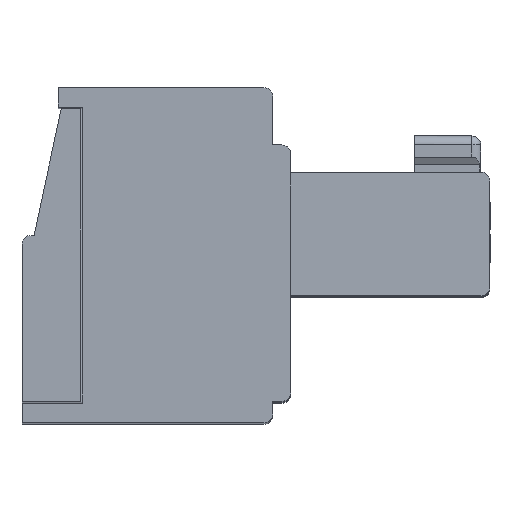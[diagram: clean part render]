
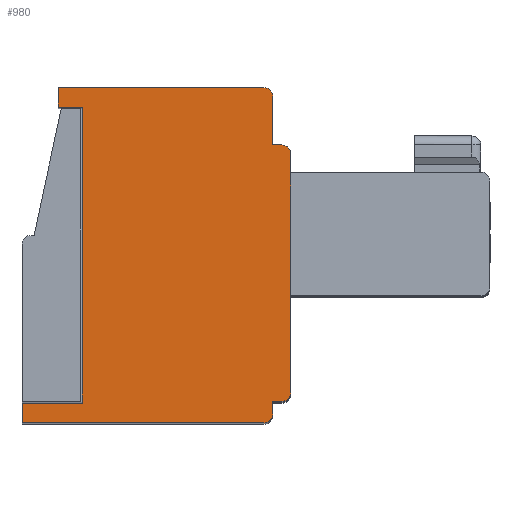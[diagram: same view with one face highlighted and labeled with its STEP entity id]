
A CAD part, top view. The second image highlights one B-rep face of the part: STEP entity #980.
In plain terms, the highlighted planar face has unit normal (0, 0, 1).
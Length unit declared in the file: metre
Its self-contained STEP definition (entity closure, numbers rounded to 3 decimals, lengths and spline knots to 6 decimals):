
#980=ADVANCED_FACE('',(#2707),#2708,.F.);
#2707=FACE_OUTER_BOUND('',#5282,.T.);
#2708=PLANE('',#5283);
#5282=EDGE_LOOP('',(#8223,#8224,#8225,#8226,#8227,#8228,#8229,#8230,#8231,#8232,#8233,#8234,#8235,#8236,#8237,#8238));
#5283=AXIS2_PLACEMENT_3D('',#8239,#8240,#8241);
#8223=ORIENTED_EDGE('',*,*,#15393,.T.);
#8224=ORIENTED_EDGE('',*,*,#15394,.T.);
#8225=ORIENTED_EDGE('',*,*,#15395,.T.);
#8226=ORIENTED_EDGE('',*,*,#15390,.T.);
#8227=ORIENTED_EDGE('',*,*,#15396,.T.);
#8228=ORIENTED_EDGE('',*,*,#15397,.F.);
#8229=ORIENTED_EDGE('',*,*,#15398,.T.);
#8230=ORIENTED_EDGE('',*,*,#15399,.T.);
#8231=ORIENTED_EDGE('',*,*,#15400,.T.);
#8232=ORIENTED_EDGE('',*,*,#15401,.T.);
#8233=ORIENTED_EDGE('',*,*,#15402,.T.);
#8234=ORIENTED_EDGE('',*,*,#15403,.T.);
#8235=ORIENTED_EDGE('',*,*,#15404,.T.);
#8236=ORIENTED_EDGE('',*,*,#15405,.F.);
#8237=ORIENTED_EDGE('',*,*,#15406,.T.);
#8238=ORIENTED_EDGE('',*,*,#15407,.T.);
#8239=CARTESIAN_POINT('',(0.013673,0.00851,0.027133));
#8240=DIRECTION('',(0.,0.,-1.0));
#8241=DIRECTION('',(0.0,-1.0,0.));
#15390=EDGE_CURVE('',#18490,#18488,#18491,.T.);
#15393=EDGE_CURVE('',#18494,#18495,#18496,.T.);
#15394=EDGE_CURVE('',#18495,#18497,#18498,.T.);
#15395=EDGE_CURVE('',#18497,#18490,#18499,.T.);
#15396=EDGE_CURVE('',#18488,#18500,#18501,.T.);
#15397=EDGE_CURVE('',#18502,#18500,#18503,.T.);
#15398=EDGE_CURVE('',#18502,#18504,#18505,.T.);
#15399=EDGE_CURVE('',#18504,#18506,#18507,.T.);
#15400=EDGE_CURVE('',#18506,#18508,#18509,.T.);
#15401=EDGE_CURVE('',#18508,#18510,#18511,.T.);
#15402=EDGE_CURVE('',#18510,#18512,#18513,.T.);
#15403=EDGE_CURVE('',#18512,#18514,#18515,.T.);
#15404=EDGE_CURVE('',#18514,#18516,#18517,.T.);
#15405=EDGE_CURVE('',#18518,#18516,#18519,.T.);
#15406=EDGE_CURVE('',#18518,#18520,#18521,.T.);
#15407=EDGE_CURVE('',#18520,#18494,#18522,.T.);
#18488=VERTEX_POINT('',#23061);
#18490=VERTEX_POINT('',#23064);
#18491=LINE('',#23065,#23066);
#18494=VERTEX_POINT('',#23070);
#18495=VERTEX_POINT('',#23071);
#18496=LINE('',#23072,#23073);
#18497=VERTEX_POINT('',#23074);
#18498=CIRCLE('',#23075,0.0003);
#18499=LINE('',#23076,#23077);
#18500=VERTEX_POINT('',#23078);
#18501=CIRCLE('',#23079,0.0003);
#18502=VERTEX_POINT('',#23080);
#18503=LINE('',#23081,#23082);
#18504=VERTEX_POINT('',#23083);
#18505=CIRCLE('',#23084,0.0003);
#18506=VERTEX_POINT('',#23085);
#18507=LINE('',#23086,#23087);
#18508=VERTEX_POINT('',#23088);
#18509=LINE('',#23089,#23090);
#18510=VERTEX_POINT('',#23091);
#18511=CIRCLE('',#23092,0.0003);
#18512=VERTEX_POINT('',#23093);
#18513=LINE('',#23094,#23095);
#18514=VERTEX_POINT('',#23096);
#18515=LINE('',#23097,#23098);
#18516=VERTEX_POINT('',#23099);
#18517=LINE('',#23100,#23101);
#18518=VERTEX_POINT('',#23102);
#18519=LINE('',#23103,#23104);
#18520=VERTEX_POINT('',#23105);
#18521=LINE('',#23106,#23107);
#18522=LINE('',#23108,#23109);
#23061=CARTESIAN_POINT('',(0.007073,0.00121,0.027133));
#23064=CARTESIAN_POINT('',(0.006773,0.00121,0.027133));
#23065=CARTESIAN_POINT('',(0.013673,0.00121,0.027133));
#23066=VECTOR('',#28929,1.0);
#23070=CARTESIAN_POINT('',(-0.001527,0.00051,0.027133));
#23071=CARTESIAN_POINT('',(0.006473,0.00051,0.027133));
#23072=CARTESIAN_POINT('',(0.013673,0.00051,0.027133));
#23073=VECTOR('',#28931,1.0);
#23074=CARTESIAN_POINT('',(0.006773,0.00081,0.027133));
#23075=AXIS2_PLACEMENT_3D('',#28932,#28933,#28934);
#23076=CARTESIAN_POINT('',(0.006773,0.00851,0.027133));
#23077=VECTOR('',#28935,1.0);
#23078=CARTESIAN_POINT('',(0.007373,0.00151,0.027133));
#23079=AXIS2_PLACEMENT_3D('',#28936,#28937,#28938);
#23080=CARTESIAN_POINT('',(0.007373,0.00941,0.027133));
#23081=CARTESIAN_POINT('',(0.007373,0.00941,0.027133));
#23082=VECTOR('',#28939,1.0);
#23083=CARTESIAN_POINT('',(0.007073,0.00971,0.027133));
#23084=AXIS2_PLACEMENT_3D('',#28940,#28941,#28942);
#23085=CARTESIAN_POINT('',(0.006773,0.00971,0.027133));
#23086=CARTESIAN_POINT('',(0.006773,0.00971,0.027133));
#23087=VECTOR('',#28943,1.0);
#23088=CARTESIAN_POINT('',(0.006773,0.01131,0.027133));
#23089=CARTESIAN_POINT('',(0.006773,0.00851,0.027133));
#23090=VECTOR('',#28944,1.0);
#23091=CARTESIAN_POINT('',(0.006473,0.01161,0.027133));
#23092=AXIS2_PLACEMENT_3D('',#28945,#28946,#28947);
#23093=CARTESIAN_POINT('',(-0.000327,0.01161,0.027133));
#23094=CARTESIAN_POINT('',(0.013673,0.01161,0.027133));
#23095=VECTOR('',#28948,1.0);
#23096=CARTESIAN_POINT('',(-0.000327,0.01096,0.027133));
#23097=CARTESIAN_POINT('',(-0.000327,0.00851,0.027133));
#23098=VECTOR('',#28949,1.0);
#23099=CARTESIAN_POINT('',(0.000473,0.01096,0.027133));
#23100=CARTESIAN_POINT('',(0.013673,0.01096,0.027133));
#23101=VECTOR('',#28950,1.0);
#23102=CARTESIAN_POINT('',(0.000473,0.00116,0.027133));
#23103=CARTESIAN_POINT('',(0.000473,0.00116,0.027133));
#23104=VECTOR('',#28951,1.0);
#23105=CARTESIAN_POINT('',(-0.001527,0.00116,0.027133));
#23106=CARTESIAN_POINT('',(0.013673,0.00116,0.027133));
#23107=VECTOR('',#28952,1.0);
#23108=CARTESIAN_POINT('',(-0.001527,0.00851,0.027133));
#23109=VECTOR('',#28953,1.0);
#28929=DIRECTION('',(1.0,0.,0.));
#28931=DIRECTION('',(1.0,0.,0.));
#28932=CARTESIAN_POINT('',(0.006473,0.00081,0.027133));
#28933=DIRECTION('',(0.,0.,1.0));
#28934=DIRECTION('',(-1.0,0.,0.));
#28935=DIRECTION('',(0.,1.0,0.));
#28936=CARTESIAN_POINT('',(0.007073,0.00151,0.027133));
#28937=DIRECTION('',(0.,0.,1.0));
#28938=DIRECTION('',(-1.0,0.,0.));
#28939=DIRECTION('',(0.,-1.0,0.0));
#28940=CARTESIAN_POINT('',(0.007073,0.00941,0.027133));
#28941=DIRECTION('',(0.,0.,1.0));
#28942=DIRECTION('',(-1.0,0.0,0.));
#28943=DIRECTION('',(-1.0,0.,0.));
#28944=DIRECTION('',(0.,1.0,0.));
#28945=CARTESIAN_POINT('',(0.006473,0.01131,0.027133));
#28946=DIRECTION('',(0.,0.,1.0));
#28947=DIRECTION('',(-1.0,0.,0.));
#28948=DIRECTION('',(-1.0,0.,0.));
#28949=DIRECTION('',(0.,-1.0,0.));
#28950=DIRECTION('',(1.0,0.,0.));
#28951=DIRECTION('',(0.,1.0,0.0));
#28952=DIRECTION('',(-1.0,0.,0.));
#28953=DIRECTION('',(0.,-1.0,0.));
